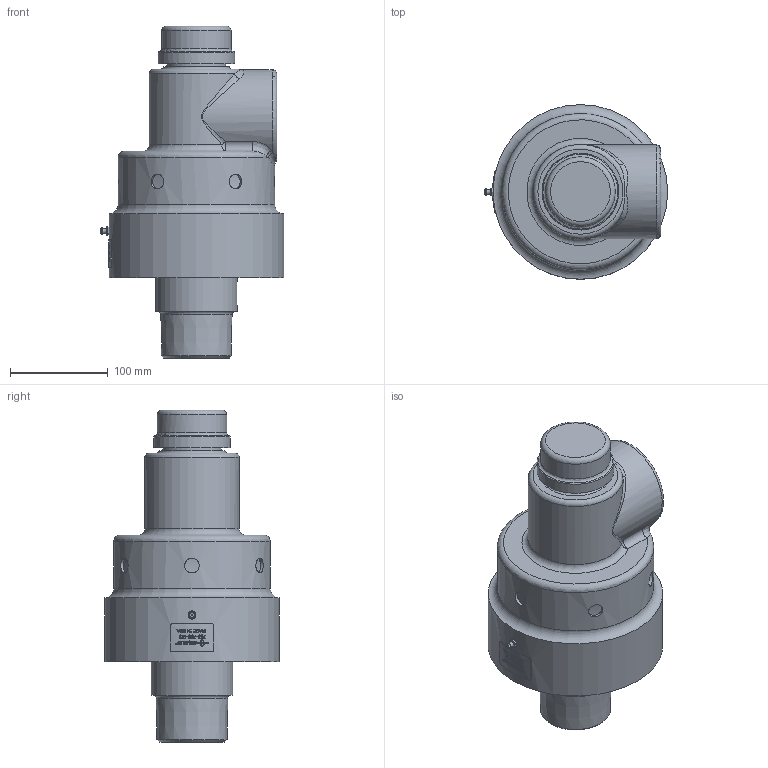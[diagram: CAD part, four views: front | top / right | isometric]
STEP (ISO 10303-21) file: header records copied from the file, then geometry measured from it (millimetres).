
FILE_DESCRIPTION(/* description */ (''),/* implementation_level */ '2;1');
FILE_NAME(/* name */ '755-700-413-IC.stp',/* time_stamp */ '2020-05-20T11:19:36-05:00',/* author */ ('dyurkovich'),/* organization */ (''),/* preprocessor_version */ 'ST-DEVELOPER v18',/* originating_system */ 'Autodesk Inventor 2020',/* authorisation */ '');
FILE_SCHEMA (('AUTOMOTIVE_DESIGN { 1 0 10303 214 3 1 1 }'));
Products named in the file (1): 755-700-413-IC
Bounding box: 187.15 x 178.18 x 338.8 mm (x, y, z)
Volume: 4085006.6 mm3; surface area: 197443.4 mm2
Topology: 1 solids, 3 shells, 588 faces, 1547 edges, 1012 vertices
Faces by surface type: bspline 237, plane 219, cylinder 102, torus 13, cone 9, sphere 8
Full cylindrical faces by diameter (mm): 1.5 x1, 15 x6, 60.3 x1, 65.481 x1, 71 x1, 78.3 x1, 83.3 x1, 84.96 x1, 151 x1, 159.9 x1, 178.18 x1
Entity records: 69326 total; most frequent: CARTESIAN_POINT 55261, ORIENTED_EDGE 3078, DIRECTION 2283, EDGE_CURVE 1539, VERTEX_POINT 1012, AXIS2_PLACEMENT_3D 819, EDGE_LOOP 647, LINE 645
